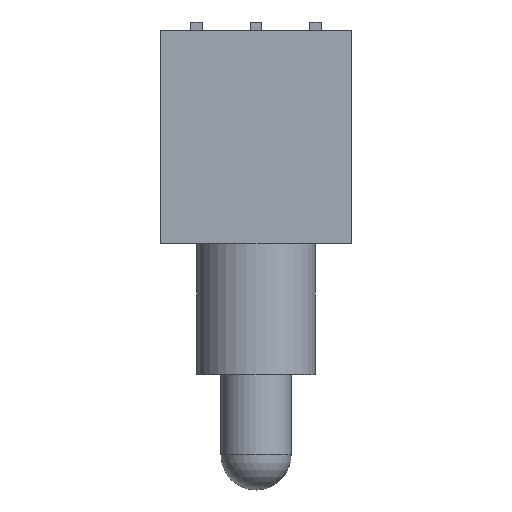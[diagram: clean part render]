
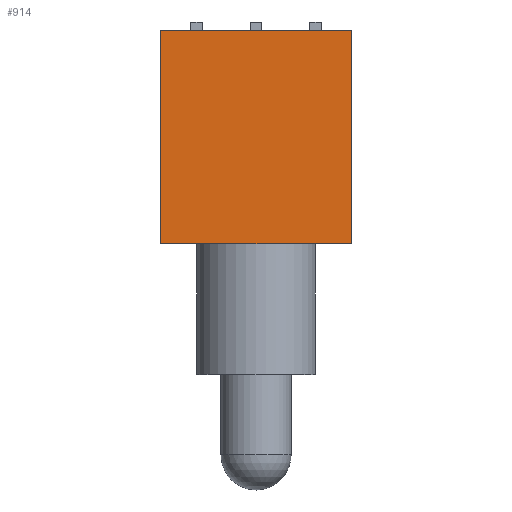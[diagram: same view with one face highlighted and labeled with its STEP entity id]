
A CAD part, top view. The second image highlights one B-rep face of the part: STEP entity #914.
In plain terms, the highlighted planar face has unit normal (0, 0, 1).
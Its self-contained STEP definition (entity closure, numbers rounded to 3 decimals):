
#256 = VERTEX_POINT('',#257);
#257 = CARTESIAN_POINT('',(4.065,0.,5.08));
#263 = EDGE_CURVE('',#256,#264,#266,.T.);
#264 = VERTEX_POINT('',#265);
#265 = CARTESIAN_POINT('',(-4.065,0.,5.08));
#266 = LINE('',#267,#268);
#267 = CARTESIAN_POINT('',(4.065,0.,5.08));
#268 = VECTOR('',#269,1.);
#269 = DIRECTION('',(-1.,0.,0.));
#285 = EDGE_CURVE('',#264,#286,#288,.T.);
#286 = VERTEX_POINT('',#287);
#287 = CARTESIAN_POINT('',(-4.065,-9.09,5.08));
#288 = LINE('',#289,#290);
#289 = CARTESIAN_POINT('',(-4.065,0.,5.08));
#290 = VECTOR('',#291,1.);
#291 = DIRECTION('',(0.,-1.,0.));
#350 = EDGE_CURVE('',#351,#286,#353,.T.);
#351 = VERTEX_POINT('',#352);
#352 = CARTESIAN_POINT('',(0.,-9.09,5.08));
#353 = LINE('',#354,#355);
#354 = CARTESIAN_POINT('',(4.065,-9.09,5.08));
#355 = VECTOR('',#356,1.);
#356 = DIRECTION('',(-1.,0.,0.));
#390 = EDGE_CURVE('',#391,#351,#393,.T.);
#391 = VERTEX_POINT('',#392);
#392 = CARTESIAN_POINT('',(4.065,-9.09,5.08));
#393 = LINE('',#394,#395);
#394 = CARTESIAN_POINT('',(4.065,-9.09,5.08));
#395 = VECTOR('',#396,1.);
#396 = DIRECTION('',(-1.,0.,0.));
#438 = EDGE_CURVE('',#256,#391,#439,.T.);
#439 = LINE('',#440,#441);
#440 = CARTESIAN_POINT('',(4.065,0.,5.08));
#441 = VECTOR('',#442,1.);
#442 = DIRECTION('',(0.,-1.,0.));
#914 = ADVANCED_FACE('',(#915),#922,.F.);
#915 = FACE_BOUND('',#916,.F.);
#916 = EDGE_LOOP('',(#917,#918,#919,#920,#921));
#917 = ORIENTED_EDGE('',*,*,#438,.T.);
#918 = ORIENTED_EDGE('',*,*,#390,.T.);
#919 = ORIENTED_EDGE('',*,*,#350,.T.);
#920 = ORIENTED_EDGE('',*,*,#285,.F.);
#921 = ORIENTED_EDGE('',*,*,#263,.F.);
#922 = PLANE('',#923);
#923 = AXIS2_PLACEMENT_3D('',#924,#925,#926);
#924 = CARTESIAN_POINT('',(4.065,0.,5.08));
#925 = DIRECTION('',(0.,0.,-1.));
#926 = DIRECTION('',(-1.,0.,0.));
